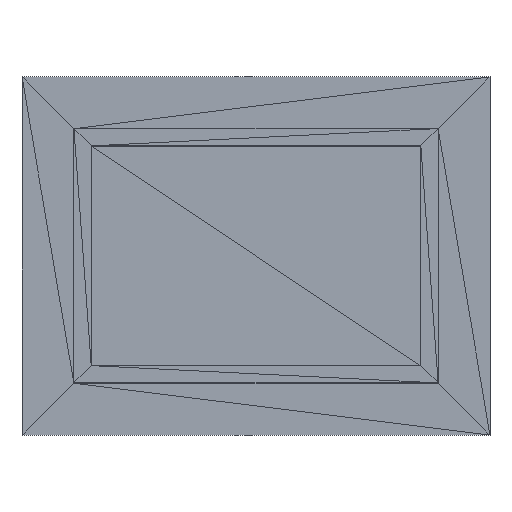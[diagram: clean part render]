
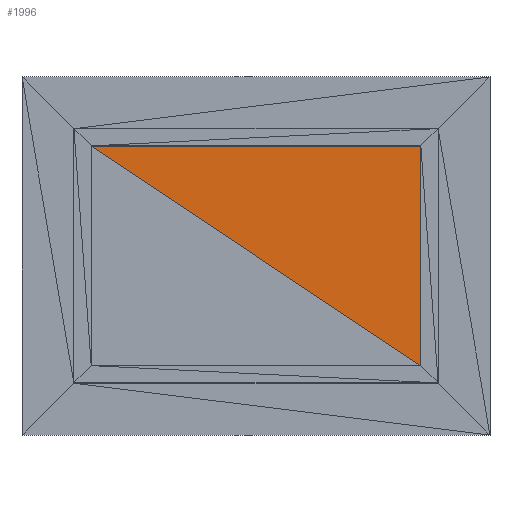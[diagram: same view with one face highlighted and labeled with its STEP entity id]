
A CAD part, top view. The second image highlights one B-rep face of the part: STEP entity #1996.
In plain terms, the highlighted planar face has unit normal (0, 0, 1).
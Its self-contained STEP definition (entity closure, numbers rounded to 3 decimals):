
#22 = VERTEX_POINT('',#23);
#23 = CARTESIAN_POINT('',(84.375,23.4,-86.5));
#32 = PLANE('',#33);
#33 = AXIS2_PLACEMENT_3D('',#34,#35,#36);
#34 = CARTESIAN_POINT('',(84.375,23.4,-86.5));
#35 = DIRECTION('',(1.,0.,0.));
#36 = DIRECTION('',(0.,0.,1.));
#56 = VERTEX_POINT('',#57);
#57 = CARTESIAN_POINT('',(84.375,61.5,-86.5));
#71 = PLANE('',#72);
#72 = AXIS2_PLACEMENT_3D('',#73,#74,#75);
#73 = CARTESIAN_POINT('',(84.375,61.5,-60.6));
#74 = DIRECTION('',(0.,1.,0.));
#75 = DIRECTION('',(0.,0.,1.));
#82 = EDGE_CURVE('',#56,#22,#83,.T.);
#83 = SURFACE_CURVE('',#84,(#88,#95),.PCURVE_S1.);
#84 = LINE('',#85,#86);
#85 = CARTESIAN_POINT('',(84.375,61.5,-86.5));
#86 = VECTOR('',#87,1.);
#87 = DIRECTION('',(0.,-1.,0.));
#88 = PCURVE('',#32,#89);
#89 = DEFINITIONAL_REPRESENTATION('',(#90),#94);
#90 = LINE('',#91,#92);
#91 = CARTESIAN_POINT('',(0.,-38.1));
#92 = VECTOR('',#93,1.);
#93 = DIRECTION('',(0.,1.));
#94 = ( GEOMETRIC_REPRESENTATION_CONTEXT(2) 
PARAMETRIC_REPRESENTATION_CONTEXT() REPRESENTATION_CONTEXT('2D SPACE',''
  ) );
#95 = PCURVE('',#96,#101);
#96 = PLANE('',#97);
#97 = AXIS2_PLACEMENT_3D('',#98,#99,#100);
#98 = CARTESIAN_POINT('',(27.225,61.5,-86.5));
#99 = DIRECTION('',(0.,0.,-1.));
#100 = DIRECTION('',(-1.,0.,0.));
#101 = DEFINITIONAL_REPRESENTATION('',(#102),#105);
#102 = B_SPLINE_CURVE_WITH_KNOTS('',1,(#103,#104),.UNSPECIFIED.,.F.,.F.,
  (2,2),(0.,38.1),.PIECEWISE_BEZIER_KNOTS.);
#103 = CARTESIAN_POINT('',(-57.15,0.));
#104 = CARTESIAN_POINT('',(-57.15,-38.1));
#105 = ( GEOMETRIC_REPRESENTATION_CONTEXT(2) 
PARAMETRIC_REPRESENTATION_CONTEXT() REPRESENTATION_CONTEXT('2D SPACE',''
  ) );
#1894 = VERTEX_POINT('',#1895);
#1895 = CARTESIAN_POINT('',(27.225,61.5,-86.5));
#1986 = PLANE('',#1987);
#1987 = AXIS2_PLACEMENT_3D('',#1988,#1989,#1990);
#1988 = CARTESIAN_POINT('',(84.375,23.4,-86.5));
#1989 = DIRECTION('',(0.,0.,-1.));
#1990 = DIRECTION('',(-1.,0.,0.));
#1996 = ADVANCED_FACE('',(#1997),#96,.F.);
#1997 = FACE_BOUND('',#1998,.T.);
#1998 = EDGE_LOOP('',(#1999,#2019,#2020));
#1999 = ORIENTED_EDGE('',*,*,#2000,.T.);
#2000 = EDGE_CURVE('',#1894,#22,#2001,.T.);
#2001 = SURFACE_CURVE('',#2002,(#2006,#2013),.PCURVE_S1.);
#2002 = LINE('',#2003,#2004);
#2003 = CARTESIAN_POINT('',(27.225,61.5,-86.5));
#2004 = VECTOR('',#2005,1.);
#2005 = DIRECTION('',(0.832,-0.555,0.));
#2006 = PCURVE('',#96,#2007);
#2007 = DEFINITIONAL_REPRESENTATION('',(#2008),#2012);
#2008 = LINE('',#2009,#2010);
#2009 = CARTESIAN_POINT('',(0.,0.));
#2010 = VECTOR('',#2011,1.);
#2011 = DIRECTION('',(-0.832,-0.555));
#2012 = ( GEOMETRIC_REPRESENTATION_CONTEXT(2) 
PARAMETRIC_REPRESENTATION_CONTEXT() REPRESENTATION_CONTEXT('2D SPACE',''
  ) );
#2013 = PCURVE('',#1986,#2014);
#2014 = DEFINITIONAL_REPRESENTATION('',(#2015),#2018);
#2015 = B_SPLINE_CURVE_WITH_KNOTS('',1,(#2016,#2017),.UNSPECIFIED.,.F.,
  .F.,(2,2),(0.,68.686),.PIECEWISE_BEZIER_KNOTS.);
#2016 = CARTESIAN_POINT('',(57.15,38.1));
#2017 = CARTESIAN_POINT('',(0.,0.));
#2018 = ( GEOMETRIC_REPRESENTATION_CONTEXT(2) 
PARAMETRIC_REPRESENTATION_CONTEXT() REPRESENTATION_CONTEXT('2D SPACE',''
  ) );
#2019 = ORIENTED_EDGE('',*,*,#82,.F.);
#2020 = ORIENTED_EDGE('',*,*,#2021,.T.);
#2021 = EDGE_CURVE('',#56,#1894,#2022,.T.);
#2022 = SURFACE_CURVE('',#2023,(#2027,#2034),.PCURVE_S1.);
#2023 = LINE('',#2024,#2025);
#2024 = CARTESIAN_POINT('',(84.375,61.5,-86.5));
#2025 = VECTOR('',#2026,1.);
#2026 = DIRECTION('',(-1.,0.,0.));
#2027 = PCURVE('',#96,#2028);
#2028 = DEFINITIONAL_REPRESENTATION('',(#2029),#2033);
#2029 = LINE('',#2030,#2031);
#2030 = CARTESIAN_POINT('',(-57.15,0.));
#2031 = VECTOR('',#2032,1.);
#2032 = DIRECTION('',(1.,0.));
#2033 = ( GEOMETRIC_REPRESENTATION_CONTEXT(2) 
PARAMETRIC_REPRESENTATION_CONTEXT() REPRESENTATION_CONTEXT('2D SPACE',''
  ) );
#2034 = PCURVE('',#71,#2035);
#2035 = DEFINITIONAL_REPRESENTATION('',(#2036),#2039);
#2036 = B_SPLINE_CURVE_WITH_KNOTS('',1,(#2037,#2038),.UNSPECIFIED.,.F.,
  .F.,(2,2),(0.,57.15),.PIECEWISE_BEZIER_KNOTS.);
#2037 = CARTESIAN_POINT('',(-25.9,0.));
#2038 = CARTESIAN_POINT('',(-25.9,-57.15));
#2039 = ( GEOMETRIC_REPRESENTATION_CONTEXT(2) 
PARAMETRIC_REPRESENTATION_CONTEXT() REPRESENTATION_CONTEXT('2D SPACE',''
  ) );
